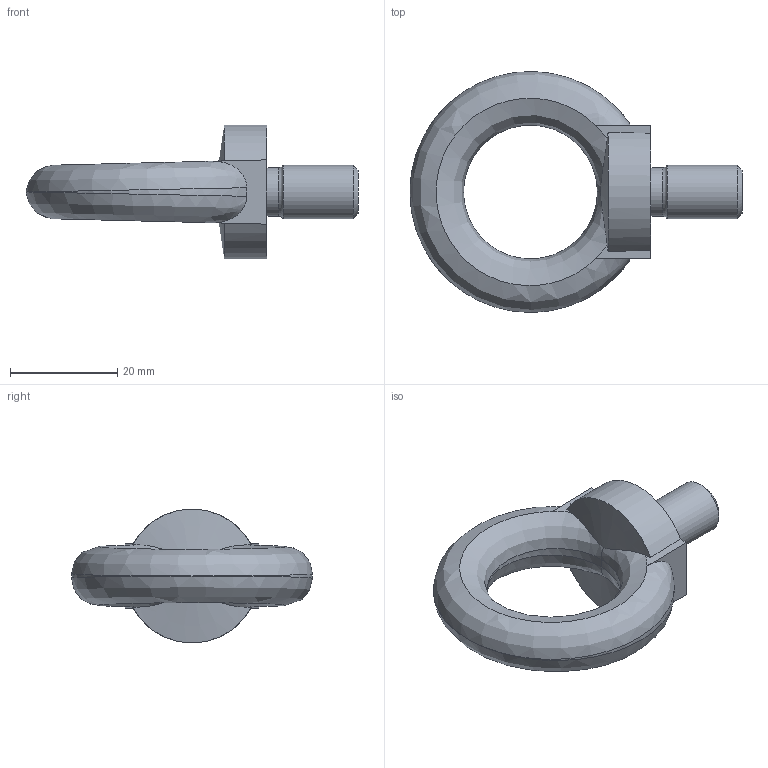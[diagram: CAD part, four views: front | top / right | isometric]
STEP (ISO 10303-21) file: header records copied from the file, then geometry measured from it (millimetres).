
FILE_DESCRIPTION(/* description */ (''),/* implementation_level */ '2;1');
FILE_NAME(/* name */ '01_Bulong_vong.stp',/* time_stamp */ '2024-12-15T00:09:01+07:00',/* author */ ('hongquan'),/* organization */ (''),/* preprocessor_version */ 'ST-DEVELOPER v20',/* originating_system */ 'Autodesk Inventor 2025',/* authorisation */ '');
FILE_SCHEMA (('AUTOMOTIVE_DESIGN { 1 0 10303 214 3 1 1 }'));
Length unit declared in the file: millimetre
Products named in the file (2): 1_Bulong_vong; CNS 4491 - M10 x 17
Assembly tree (1 placements, depth 2):
  1_Bulong_vong
    CNS 4491 - M10 x 17
Bounding box: 62 x 45 x 24.92 mm (x, y, z)
Volume: 13318.6 mm3; surface area: 4948.4 mm2
Topology: 1 solids, 1 shells, 27 faces, 68 edges, 42 vertices
Faces by surface type: cylinder 10, plane 9, bspline 4, cone 3, torus 1
Full cylindrical faces by diameter (mm): 9 x1, 10 x1
Entity records: 1364 total; most frequent: CARTESIAN_POINT 658, DIRECTION 141, ORIENTED_EDGE 136, EDGE_CURVE 68, AXIS2_PLACEMENT_3D 61, VERTEX_POINT 42, EDGE_LOOP 28, FACE_OUTER_BOUND 27
